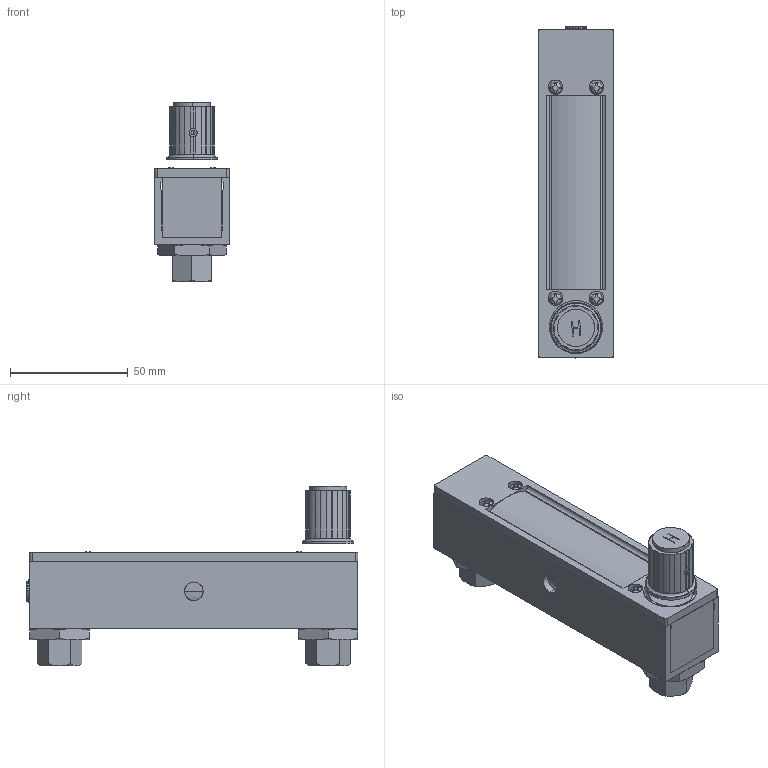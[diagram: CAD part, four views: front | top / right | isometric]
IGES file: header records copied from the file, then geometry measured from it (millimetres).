
Start section: SolidWorks IGES file using analytic representation for surfaces
Global section: file name: 1350G-N-U-1-A.IGS; native system: SolidWorks 2017; preprocessor: SolidWorks 2017; author: LKoka; date: 180830.130938; units: millimetre
Bounding box: 31.75 x 141.22 x 76.51 mm (x, y, z)
Surface area: 43973.9 mm2 (no closed solid volume)
Topology: 0 solids, 0 shells, 335 faces, 4043 edges, 4043 vertices
Faces by surface type: bspline 217, revolution 118
